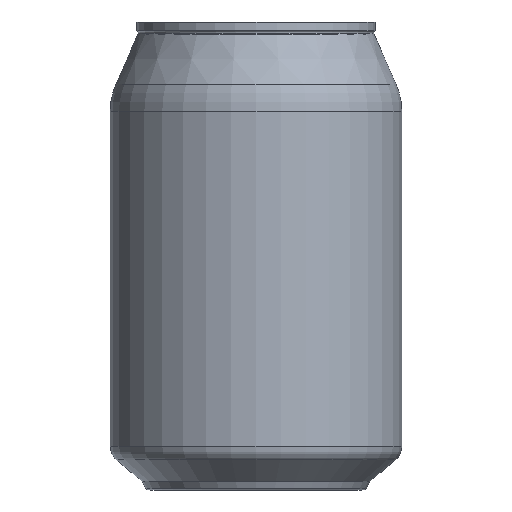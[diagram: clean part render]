
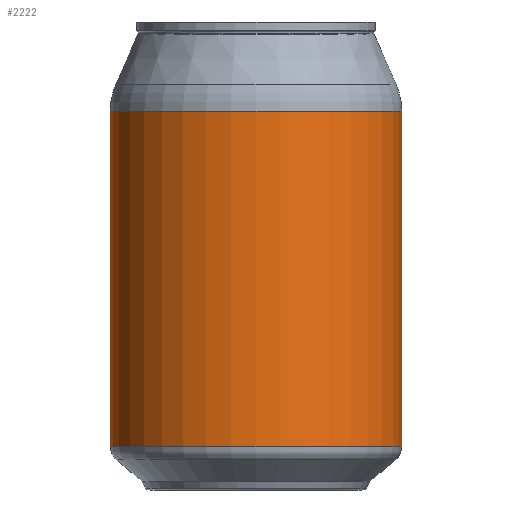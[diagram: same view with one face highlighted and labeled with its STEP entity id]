
A CAD part, front view. The second image highlights one B-rep face of the part: STEP entity #2222.
In plain terms, the highlighted cylindrical face has radius 33 mm (diameter 66 mm), a full revolution.
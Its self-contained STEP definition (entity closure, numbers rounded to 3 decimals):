
#157=FACE_BOUND('',#709,.T.);
#189=CYLINDRICAL_SURFACE('',#2555,33.);
#324=CIRCLE('',#2554,33.);
#325=CIRCLE('',#2556,33.);
#505=FACE_OUTER_BOUND('',#708,.T.);
#708=EDGE_LOOP('',(#1788));
#709=EDGE_LOOP('',(#1789));
#1108=VERTEX_POINT('',#4309);
#1109=VERTEX_POINT('',#4312);
#1346=EDGE_CURVE('',#1108,#1108,#324,.T.);
#1347=EDGE_CURVE('',#1109,#1109,#325,.T.);
#1788=ORIENTED_EDGE('',*,*,#1347,.F.);
#1789=ORIENTED_EDGE('',*,*,#1346,.F.);
#2222=ADVANCED_FACE('',(#505,#157),#189,.T.);
#2554=AXIS2_PLACEMENT_3D('',#4310,#3121,#3122);
#2555=AXIS2_PLACEMENT_3D('',#4311,#3123,#3124);
#2556=AXIS2_PLACEMENT_3D('',#4313,#3125,#3126);
#3121=DIRECTION('center_axis',(0.,0.,-1.));
#3122=DIRECTION('ref_axis',(-1.,0.,0.));
#3123=DIRECTION('center_axis',(0.,0.,1.));
#3124=DIRECTION('ref_axis',(-1.,0.,0.));
#3125=DIRECTION('center_axis',(0.,0.,1.));
#3126=DIRECTION('ref_axis',(-1.,0.,0.));
#4309=CARTESIAN_POINT('',(33.,0.,9.865));
#4310=CARTESIAN_POINT('Origin',(0.,0.,9.865));
#4311=CARTESIAN_POINT('Origin',(0.,0.,0.));
#4312=CARTESIAN_POINT('',(33.,0.,85.838));
#4313=CARTESIAN_POINT('Origin',(0.,0.,85.838));
